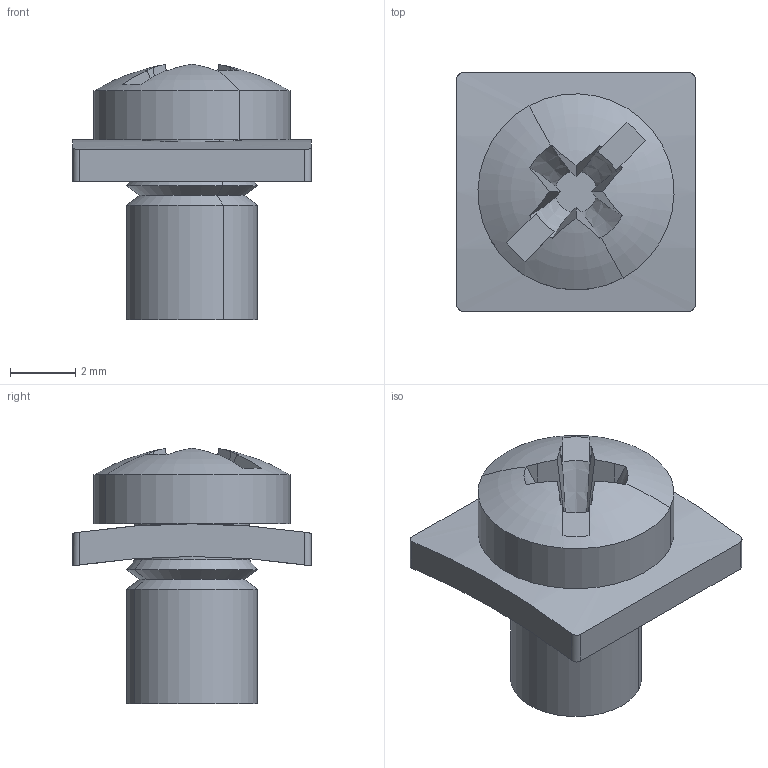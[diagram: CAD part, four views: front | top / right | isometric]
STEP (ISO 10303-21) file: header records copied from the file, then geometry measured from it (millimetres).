
FILE_DESCRIPTION(('CATIA V5 STEP Exchange','CAx-IF Rec.Pracs.--- Model Styling and Organization---1.4--- 2014-01-23'),'2;1');
FILE_NAME ('003758-1_1', '2019-08-26T08:41:17+00:00', ('none'), ('Weidmueller'), 'CATIA Version 5-6 Release 2016 SP3 HF44', 'CATIA V5 STEP AP214', 'none');
FILE_SCHEMA(('AUTOMOTIVE_DESIGN { 1 0 10303 214 1 1 1 1 }'));
Length unit declared in the file: millimetre
Products named in the file (1): 1025660000
Bounding box: 7.3 x 7.3 x 7.81 mm (x, y, z)
Volume: 154.7 mm3; surface area: 301.9 mm2
Topology: 2 solids, 2 shells, 55 faces, 140 edges, 90 vertices
Faces by surface type: plane 29, cylinder 14, cone 10, revolution 2
Entity records: 1696 total; most frequent: CARTESIAN_POINT 520, ORIENTED_EDGE 280, DIRECTION 160, EDGE_CURVE 140, VERTEX_POINT 90, AXIS2_PLACEMENT_3D 78, B_SPLINE_CURVE_WITH_KNOTS 70, EDGE_LOOP 58
